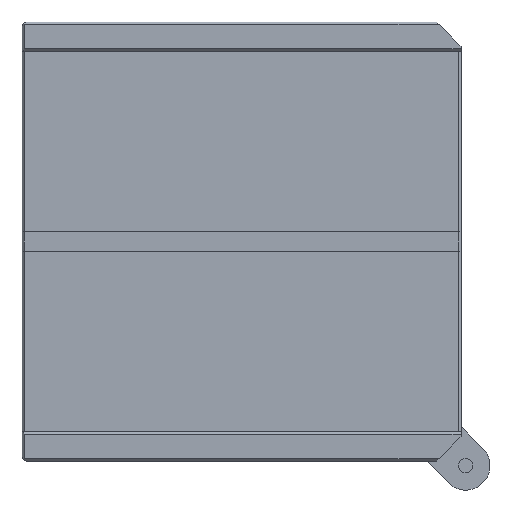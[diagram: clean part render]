
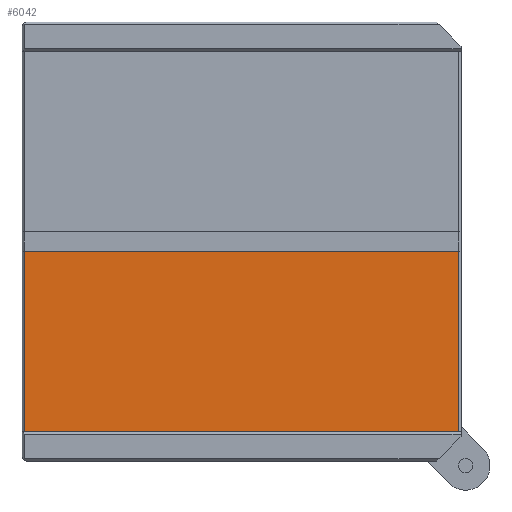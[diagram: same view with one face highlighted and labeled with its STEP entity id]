
A CAD part, front view. The second image highlights one B-rep face of the part: STEP entity #6042.
In plain terms, the highlighted planar face has unit normal (0, -1, 0).
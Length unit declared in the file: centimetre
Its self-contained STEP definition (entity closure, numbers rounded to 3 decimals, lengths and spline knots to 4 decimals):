
#666 = EDGE_CURVE ( 'NONE', #20864, #25247, #14942, .T. ) ;
#1300 = CARTESIAN_POINT ( 'NONE',  ( 4.5, -0.26, -0.2 ) ) ;
#1323 = DIRECTION ( 'NONE',  ( -1., 0., 0. ) ) ;
#2548 = DIRECTION ( 'NONE',  ( 0., 0., 1. ) ) ;
#2638 = PLANE ( 'NONE',  #9052 ) ;
#2701 = CARTESIAN_POINT ( 'NONE',  ( 4.5, -0.26, -0.2 ) ) ;
#2711 = DIRECTION ( 'NONE',  ( 0., 1., 0. ) ) ;
#3051 = CARTESIAN_POINT ( 'NONE',  ( 4.45, -0.26, -3.9 ) ) ;
#3628 = LINE ( 'NONE', #18858, #26374 ) ;
#6042 = ADVANCED_FACE ( 'NONE', ( #15686 ), #2638, .F. ) ;
#9014 = CARTESIAN_POINT ( 'NONE',  ( 4.5, -0.26, -3.9 ) ) ;
#9032 = DIRECTION ( 'NONE',  ( -1., 0., 0. ) ) ;
#9052 = AXIS2_PLACEMENT_3D ( 'NONE', #2701, #2711, #2548 ) ;
#9766 = EDGE_LOOP ( 'NONE', ( #21051, #21094, #21337, #21346 ) ) ;
#10530 = VERTEX_POINT ( 'NONE', #25265 ) ;
#11127 = LINE ( 'NONE', #1300, #11818 ) ;
#11818 = VECTOR ( 'NONE', #1323, 100. ) ;
#13215 = DIRECTION ( 'NONE',  ( 0., 0., -1. ) ) ;
#13402 = CARTESIAN_POINT ( 'NONE',  ( -4.45, -0.26, -3.9 ) ) ;
#14942 = LINE ( 'NONE', #9014, #14994 ) ;
#14994 = VECTOR ( 'NONE', #9032, 100. ) ;
#15506 = CARTESIAN_POINT ( 'NONE',  ( -4.45, -0.26, -3.9 ) ) ;
#15686 = FACE_OUTER_BOUND ( 'NONE', #9766, .T. ) ;
#16510 = VERTEX_POINT ( 'NONE', #27050 ) ;
#17243 = EDGE_CURVE ( 'NONE', #10530, #25247, #24971, .T. ) ;
#18381 = DIRECTION ( 'NONE',  ( 0., 0., 1. ) ) ;
#18858 = CARTESIAN_POINT ( 'NONE',  ( 4.45, -0.26, -0.2 ) ) ;
#20864 = VERTEX_POINT ( 'NONE', #3051 ) ;
#20991 = EDGE_CURVE ( 'NONE', #16510, #10530, #11127, .T. ) ;
#21051 = ORIENTED_EDGE ( 'NONE', *, *, #666, .F. ) ;
#21094 = ORIENTED_EDGE ( 'NONE', *, *, #25076, .T. ) ;
#21337 = ORIENTED_EDGE ( 'NONE', *, *, #20991, .T. ) ;
#21346 = ORIENTED_EDGE ( 'NONE', *, *, #17243, .T. ) ;
#24940 = VECTOR ( 'NONE', #13215, 100. ) ;
#24971 = LINE ( 'NONE', #13402, #24940 ) ;
#25076 = EDGE_CURVE ( 'NONE', #20864, #16510, #3628, .T. ) ;
#25247 = VERTEX_POINT ( 'NONE', #15506 ) ;
#25265 = CARTESIAN_POINT ( 'NONE',  ( -4.45, -0.26, -0.2 ) ) ;
#26374 = VECTOR ( 'NONE', #18381, 100. ) ;
#27050 = CARTESIAN_POINT ( 'NONE',  ( 4.45, -0.26, -0.2 ) ) ;
